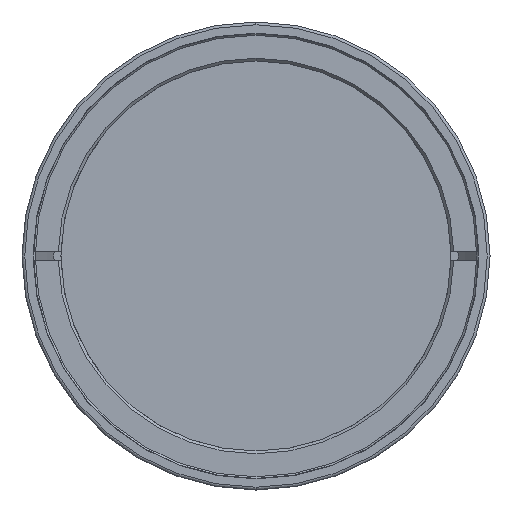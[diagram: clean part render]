
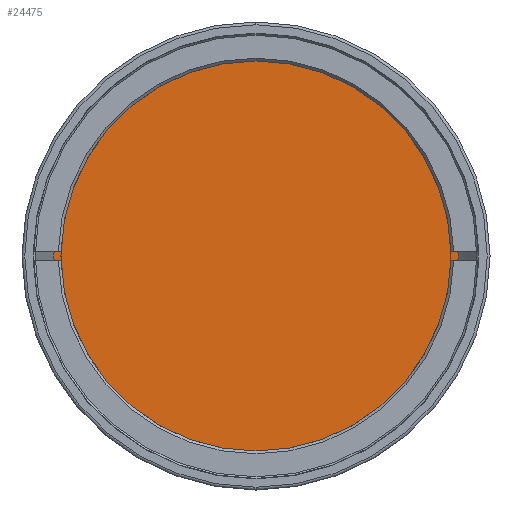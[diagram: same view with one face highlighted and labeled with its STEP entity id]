
A CAD part, left-side view. The second image highlights one B-rep face of the part: STEP entity #24475.
In plain terms, the highlighted planar face has unit normal (-1, 0, 0).
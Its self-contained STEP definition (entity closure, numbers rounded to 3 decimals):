
#309 = EDGE_LOOP ( 'NONE', ( #35371, #12879 ) ) ;
#683 = CIRCLE ( 'NONE', #20748, 36.3 ) ;
#2436 = VERTEX_POINT ( 'NONE', #29244 ) ;
#3604 = DIRECTION ( 'NONE',  ( 1., 0., 0. ) ) ;
#3989 = ORIENTED_EDGE ( 'NONE', *, *, #31763, .F. ) ;
#4023 = LINE ( 'NONE', #39226, #32270 ) ;
#4347 = CARTESIAN_POINT ( 'NONE',  ( 0., -35., 0. ) ) ;
#5677 = EDGE_LOOP ( 'NONE', ( #13083, #3989, #14957, #11126 ) ) ;
#5755 = PLANE ( 'NONE',  #18587 ) ;
#5773 = EDGE_CURVE ( 'NONE', #34029, #6038, #37552, .T. ) ;
#5806 = EDGE_CURVE ( 'NONE', #17953, #13534, #37258, .T. ) ;
#6000 = CARTESIAN_POINT ( 'NONE',  ( 0., 35., 0. ) ) ;
#6038 = VERTEX_POINT ( 'NONE', #26727 ) ;
#8711 = EDGE_CURVE ( 'NONE', #6038, #34029, #683, .T. ) ;
#11126 = ORIENTED_EDGE ( 'NONE', *, *, #16173, .T. ) ;
#11670 = CARTESIAN_POINT ( 'NONE',  ( 0., 0., 0. ) ) ;
#12879 = ORIENTED_EDGE ( 'NONE', *, *, #5773, .F. ) ;
#13083 = ORIENTED_EDGE ( 'NONE', *, *, #16100, .F. ) ;
#13534 = VERTEX_POINT ( 'NONE', #41140 ) ;
#14957 = ORIENTED_EDGE ( 'NONE', *, *, #5806, .T. ) ;
#14985 = LINE ( 'NONE', #6000, #32415 ) ;
#15577 = CARTESIAN_POINT ( 'NONE',  ( 0., -35., 0. ) ) ;
#15671 = VECTOR ( 'NONE', #39350, 1000. ) ;
#16100 = EDGE_CURVE ( 'NONE', #2436, #30313, #39965, .T. ) ;
#16173 = EDGE_CURVE ( 'NONE', #13534, #30313, #14985, .T. ) ;
#16783 = DIRECTION ( 'NONE',  ( 0., -1., 0. ) ) ;
#17760 = DIRECTION ( 'NONE',  ( 0., 0., 1. ) ) ;
#17953 = VERTEX_POINT ( 'NONE', #26728 ) ;
#18587 = AXIS2_PLACEMENT_3D ( 'NONE', #34244, #25240, #30910 ) ;
#19463 = AXIS2_PLACEMENT_3D ( 'NONE', #11670, #24683, #30559 ) ;
#20748 = AXIS2_PLACEMENT_3D ( 'NONE', #31717, #3604, #28784 ) ;
#21328 = CARTESIAN_POINT ( 'NONE',  ( 0., 0., 36.3 ) ) ;
#21496 = DIRECTION ( 'NONE',  ( 0., -1., 0. ) ) ;
#21724 = CARTESIAN_POINT ( 'NONE',  ( 0., 35., 0. ) ) ;
#24475 = ADVANCED_FACE ( 'NONE', ( #40337, #41167 ), #5755, .T. ) ;
#24683 = DIRECTION ( 'NONE',  ( 1., 0., 0. ) ) ;
#25240 = DIRECTION ( 'NONE',  ( -1., 0., 0. ) ) ;
#26727 = CARTESIAN_POINT ( 'NONE',  ( 0., 0., -36.3 ) ) ;
#26728 = CARTESIAN_POINT ( 'NONE',  ( 0., 35., 0. ) ) ;
#28784 = DIRECTION ( 'NONE',  ( 0., 0., -1. ) ) ;
#29244 = CARTESIAN_POINT ( 'NONE',  ( 0., -35., 0. ) ) ;
#30313 = VERTEX_POINT ( 'NONE', #15577 ) ;
#30559 = DIRECTION ( 'NONE',  ( 0., 0., -1. ) ) ;
#30910 = DIRECTION ( 'NONE',  ( 0., 0., 1. ) ) ;
#31717 = CARTESIAN_POINT ( 'NONE',  ( 0., 0., 0. ) ) ;
#31763 = EDGE_CURVE ( 'NONE', #17953, #2436, #4023, .T. ) ;
#32270 = VECTOR ( 'NONE', #16783, 1000. ) ;
#32415 = VECTOR ( 'NONE', #21496, 1000. ) ;
#33540 = VECTOR ( 'NONE', #17760, 1000. ) ;
#34029 = VERTEX_POINT ( 'NONE', #21328 ) ;
#34244 = CARTESIAN_POINT ( 'NONE',  ( 0., 36.3, 0. ) ) ;
#35371 = ORIENTED_EDGE ( 'NONE', *, *, #8711, .F. ) ;
#37258 = LINE ( 'NONE', #21724, #33540 ) ;
#37552 = CIRCLE ( 'NONE', #19463, 36.3 ) ;
#39226 = CARTESIAN_POINT ( 'NONE',  ( 0., 35., 0. ) ) ;
#39350 = DIRECTION ( 'NONE',  ( 0., 0., 1. ) ) ;
#39965 = LINE ( 'NONE', #4347, #15671 ) ;
#40337 = FACE_OUTER_BOUND ( 'NONE', #309, .T. ) ;
#41140 = CARTESIAN_POINT ( 'NONE',  ( 0., 35., 0. ) ) ;
#41167 = FACE_BOUND ( 'NONE', #5677, .T. ) ;
